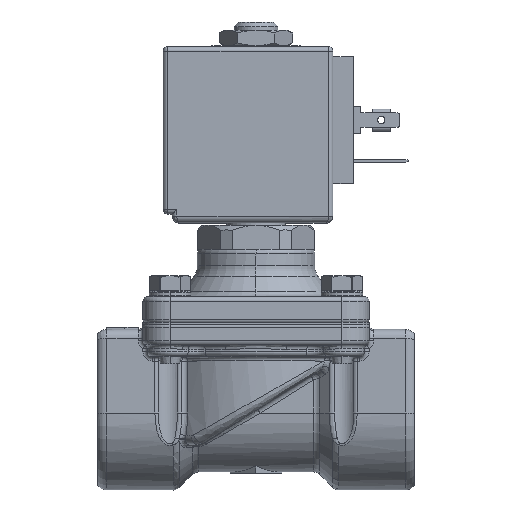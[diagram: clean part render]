
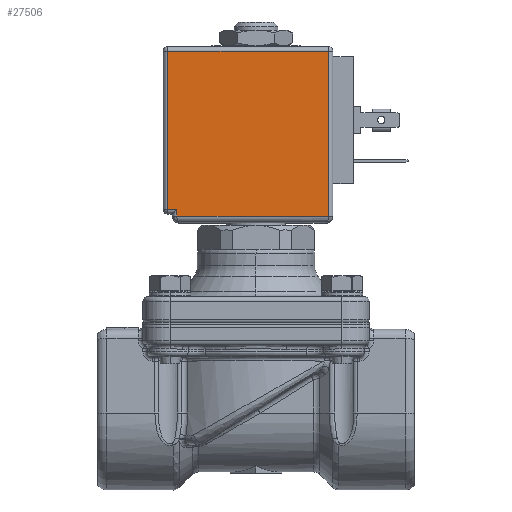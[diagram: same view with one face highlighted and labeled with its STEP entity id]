
A CAD part, top view. The second image highlights one B-rep face of the part: STEP entity #27506.
In plain terms, the highlighted face is planar.
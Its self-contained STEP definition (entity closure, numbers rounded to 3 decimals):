
#24911=DIRECTION('',(0.,-1.,0.));
#24912=VECTOR('',#24911,36.5);
#24913=CARTESIAN_POINT('',(-16.,33.,-15.));
#24914=LINE('',#24913,#24912);
#24918=DIRECTION('',(-1.,0.,0.));
#24919=VECTOR('',#24918,33.5);
#24920=CARTESIAN_POINT('',(17.5,-3.5,
-15.));
#24921=LINE('',#24920,#24919);
#24925=DIRECTION('',(0.,-1.,0.));
#24926=VECTOR('',#24925,1.5);
#24927=CARTESIAN_POINT('',(17.5,-2.,-15.));
#24928=LINE('',#24927,#24926);
#24932=DIRECTION('',(-1.,0.,0.));
#24933=VECTOR('',#24932,2.);
#24934=CARTESIAN_POINT('',(19.5,-2.,-15.));
#24935=LINE('',#24934,#24933);
#24939=DIRECTION('',(0.,-1.,0.));
#24940=VECTOR('',#24939,35.);
#24941=CARTESIAN_POINT('',(19.5,33.,-15.));
#24942=LINE('',#24941,#24940);
#24946=DIRECTION('',(1.,0.,0.));
#24947=VECTOR('',#24946,35.5);
#24948=CARTESIAN_POINT('',(-16.,33.,-15.));
#24949=LINE('',#24948,#24947);
#27002=CARTESIAN_POINT('',(-16.,33.,-15.));
#27003=CARTESIAN_POINT('',(-16.,-3.5,
-15.));
#27004=VERTEX_POINT('',#27002);
#27005=VERTEX_POINT('',#27003);
#27020=CARTESIAN_POINT('',(17.5,-3.5,
-15.));
#27021=VERTEX_POINT('',#27020);
#27048=CARTESIAN_POINT('',(19.5,33.,-15.));
#27049=VERTEX_POINT('',#27048);
#27050=CARTESIAN_POINT('',(19.5,-2.,-15.));
#27051=VERTEX_POINT('',#27050);
#27056=CARTESIAN_POINT('',(17.5,-2.,-15.));
#27057=VERTEX_POINT('',#27056);
#27488=CARTESIAN_POINT('',(0.,34.,-15.));
#27489=DIRECTION('',(0.,0.,1.));
#27490=DIRECTION('',(1.,0.,0.));
#27491=AXIS2_PLACEMENT_3D('',#27488,#27489,#27490);
#27492=PLANE('',#27491);
#27494=ORIENTED_EDGE('',*,*,#27493,.T.);
#27496=ORIENTED_EDGE('',*,*,#27495,.F.);
#27498=ORIENTED_EDGE('',*,*,#27497,.F.);
#27499=ORIENTED_EDGE('',*,*,#27478,.F.);
#27501=ORIENTED_EDGE('',*,*,#27500,.F.);
#27503=ORIENTED_EDGE('',*,*,#27502,.F.);
#27504=EDGE_LOOP('',(#27494,#27496,#27498,#27499,#27501,#27503));
#27505=FACE_OUTER_BOUND('',#27504,.F.);
#27506=ADVANCED_FACE('',(#27505),#27492,.F.);
#27478=EDGE_CURVE('',#27051,#27057,#24935,.T.);
#27493=EDGE_CURVE('',#27004,#27005,#24914,.T.);
#27495=EDGE_CURVE('',#27021,#27005,#24921,.T.);
#27497=EDGE_CURVE('',#27057,#27021,#24928,.T.);
#27500=EDGE_CURVE('',#27049,#27051,#24942,.T.);
#27502=EDGE_CURVE('',#27004,#27049,#24949,.T.);
